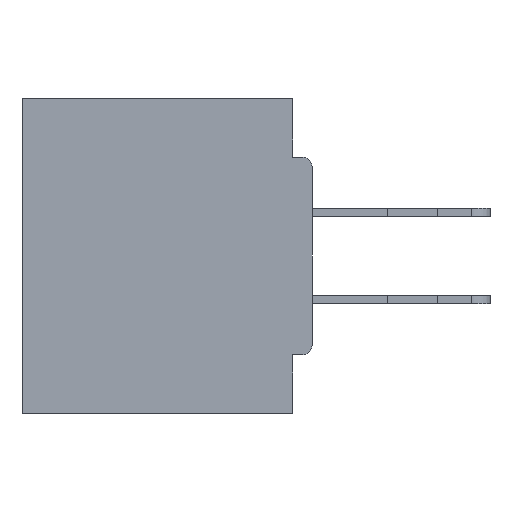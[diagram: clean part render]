
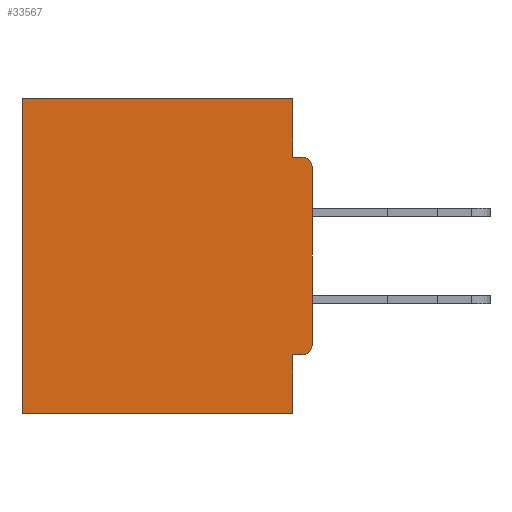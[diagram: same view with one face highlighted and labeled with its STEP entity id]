
A CAD part, left-side view. The second image highlights one B-rep face of the part: STEP entity #33567.
In plain terms, the highlighted planar face has unit normal (-1, 0, 0).
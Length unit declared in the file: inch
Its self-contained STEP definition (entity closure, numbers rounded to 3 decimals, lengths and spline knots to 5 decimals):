
#522 = DIRECTION ( 'NONE',  ( 0., 0., -1. ) ) ;
#712 = DIRECTION ( 'NONE',  ( 0., 0., -1. ) ) ;
#2595 = DIRECTION ( 'NONE',  ( -1., 0., 0. ) ) ;
#3622 = ORIENTED_EDGE ( 'NONE', *, *, #18024, .F. ) ;
#4071 = CARTESIAN_POINT ( 'NONE',  ( 0.298, 0.46, 0. ) ) ;
#4575 = VERTEX_POINT ( 'NONE', #15644 ) ;
#4952 = LINE ( 'NONE', #23177, #36132 ) ;
#5749 = VERTEX_POINT ( 'NONE', #22776 ) ;
#5787 = LINE ( 'NONE', #40083, #39931 ) ;
#5801 = EDGE_CURVE ( 'NONE', #22660, #15821, #4952, .T. ) ;
#6475 = VERTEX_POINT ( 'NONE', #17848 ) ;
#6548 = VECTOR ( 'NONE', #26942, 39.37008 ) ;
#7025 = LINE ( 'NONE', #35144, #6548 ) ;
#7977 = VERTEX_POINT ( 'NONE', #4071 ) ;
#8286 = CARTESIAN_POINT ( 'NONE',  ( 0.298, 0.015, -0.1085 ) ) ;
#8540 = DIRECTION ( 'NONE',  ( 0., 0., -1. ) ) ;
#9196 = VECTOR ( 'NONE', #24598, 39.37008 ) ;
#9216 = CARTESIAN_POINT ( 'NONE',  ( 0.298, 0.031, -0.5 ) ) ;
#9715 = VECTOR ( 'NONE', #22376, 39.37008 ) ;
#9771 = PLANE ( 'NONE',  #12259 ) ;
#10363 = DIRECTION ( 'NONE',  ( 0., 1., 0. ) ) ;
#10490 = DIRECTION ( 'NONE',  ( 0., -1., 0. ) ) ;
#11532 = VERTEX_POINT ( 'NONE', #34200 ) ;
#12259 = AXIS2_PLACEMENT_3D ( 'NONE', #25162, #19203, #522 ) ;
#12927 = VECTOR ( 'NONE', #15620, 39.37008 ) ;
#15241 = AXIS2_PLACEMENT_3D ( 'NONE', #39293, #35757, #29723 ) ;
#15620 = DIRECTION ( 'NONE',  ( 0., 0., -1. ) ) ;
#15644 = CARTESIAN_POINT ( 'NONE',  ( 0.298, 0.46, -0.5 ) ) ;
#15821 = VERTEX_POINT ( 'NONE', #31370 ) ;
#15909 = ORIENTED_EDGE ( 'NONE', *, *, #24513, .F. ) ;
#16103 = CIRCLE ( 'NONE', #32840, 0.015 ) ;
#16945 = EDGE_CURVE ( 'NONE', #6475, #15821, #16103, .T. ) ;
#17848 = CARTESIAN_POINT ( 'NONE',  ( 0.298, 0., -0.1085 ) ) ;
#18024 = EDGE_CURVE ( 'NONE', #5749, #11532, #26304, .T. ) ;
#18203 = CIRCLE ( 'NONE', #15241, 0.015 ) ;
#18539 = CARTESIAN_POINT ( 'NONE',  ( 0.298, 0.031, 0. ) ) ;
#19203 = DIRECTION ( 'NONE',  ( 1., 0., 0. ) ) ;
#19884 = VECTOR ( 'NONE', #712, 39.37008 ) ;
#19996 = ORIENTED_EDGE ( 'NONE', *, *, #16945, .T. ) ;
#21596 = VERTEX_POINT ( 'NONE', #22810 ) ;
#21625 = CARTESIAN_POINT ( 'NONE',  ( 0.298, 0.031, -0.0935 ) ) ;
#21732 = EDGE_CURVE ( 'NONE', #5749, #21596, #18203, .T. ) ;
#22376 = DIRECTION ( 'NONE',  ( 0., 1., 0. ) ) ;
#22660 = VERTEX_POINT ( 'NONE', #21625 ) ;
#22776 = CARTESIAN_POINT ( 'NONE',  ( 0.298, 0.015, -0.4065 ) ) ;
#22810 = CARTESIAN_POINT ( 'NONE',  ( 0.298, 0., -0.3915 ) ) ;
#23177 = CARTESIAN_POINT ( 'NONE',  ( 0.298, 0., -0.0935 ) ) ;
#23647 = VERTEX_POINT ( 'NONE', #18539 ) ;
#23848 = ORIENTED_EDGE ( 'NONE', *, *, #30659, .T. ) ;
#24513 = EDGE_CURVE ( 'NONE', #26939, #4575, #36051, .T. ) ;
#24598 = DIRECTION ( 'NONE',  ( 0., 1., 0. ) ) ;
#25073 = CARTESIAN_POINT ( 'NONE',  ( 0.298, 0., -0.5 ) ) ;
#25162 = CARTESIAN_POINT ( 'NONE',  ( 0.298, 0., 0. ) ) ;
#25715 = EDGE_CURVE ( 'NONE', #23647, #22660, #40383, .T. ) ;
#26304 = LINE ( 'NONE', #34330, #9196 ) ;
#26939 = VERTEX_POINT ( 'NONE', #9216 ) ;
#26942 = DIRECTION ( 'NONE',  ( 0., 0., -1. ) ) ;
#27104 = EDGE_CURVE ( 'NONE', #7977, #4575, #7025, .T. ) ;
#27649 = DIRECTION ( 'NONE',  ( 0., 0., -1. ) ) ;
#29464 = ORIENTED_EDGE ( 'NONE', *, *, #21732, .T. ) ;
#29723 = DIRECTION ( 'NONE',  ( 0., 0., -1. ) ) ;
#30659 = EDGE_CURVE ( 'NONE', #23647, #7977, #31876, .T. ) ;
#31370 = CARTESIAN_POINT ( 'NONE',  ( 0.298, 0.015, -0.0935 ) ) ;
#31876 = LINE ( 'NONE', #32311, #33855 ) ;
#32311 = CARTESIAN_POINT ( 'NONE',  ( 0.298, 0., 0. ) ) ;
#32840 = AXIS2_PLACEMENT_3D ( 'NONE', #8286, #2595, #8540 ) ;
#33383 = ORIENTED_EDGE ( 'NONE', *, *, #27104, .T. ) ;
#33402 = EDGE_CURVE ( 'NONE', #11532, #26939, #5787, .T. ) ;
#33567 = ADVANCED_FACE ( 'NONE', ( #38919 ), #9771, .F. ) ;
#33855 = VECTOR ( 'NONE', #10363, 39.37008 ) ;
#33903 = CARTESIAN_POINT ( 'NONE',  ( 0.298, 0., 0. ) ) ;
#33916 = ORIENTED_EDGE ( 'NONE', *, *, #33402, .F. ) ;
#34141 = EDGE_LOOP ( 'NONE', ( #19996, #39043, #39573, #23848, #33383, #15909, #33916, #3622, #29464, #37020 ) ) ;
#34200 = CARTESIAN_POINT ( 'NONE',  ( 0.298, 0.031, -0.4065 ) ) ;
#34330 = CARTESIAN_POINT ( 'NONE',  ( 0.298, 0., -0.4065 ) ) ;
#35144 = CARTESIAN_POINT ( 'NONE',  ( 0.298, 0.46, 0. ) ) ;
#35757 = DIRECTION ( 'NONE',  ( -1., 0., 0. ) ) ;
#35839 = LINE ( 'NONE', #33903, #12927 ) ;
#36051 = LINE ( 'NONE', #25073, #9715 ) ;
#36132 = VECTOR ( 'NONE', #10490, 39.37008 ) ;
#37020 = ORIENTED_EDGE ( 'NONE', *, *, #39618, .F. ) ;
#38050 = CARTESIAN_POINT ( 'NONE',  ( 0.298, 0.031, -0.5 ) ) ;
#38919 = FACE_OUTER_BOUND ( 'NONE', #34141, .T. ) ;
#39043 = ORIENTED_EDGE ( 'NONE', *, *, #5801, .F. ) ;
#39293 = CARTESIAN_POINT ( 'NONE',  ( 0.298, 0.015, -0.3915 ) ) ;
#39573 = ORIENTED_EDGE ( 'NONE', *, *, #25715, .F. ) ;
#39618 = EDGE_CURVE ( 'NONE', #6475, #21596, #35839, .T. ) ;
#39931 = VECTOR ( 'NONE', #27649, 39.37008 ) ;
#40083 = CARTESIAN_POINT ( 'NONE',  ( 0.298, 0.031, -0.5 ) ) ;
#40383 = LINE ( 'NONE', #38050, #19884 ) ;
